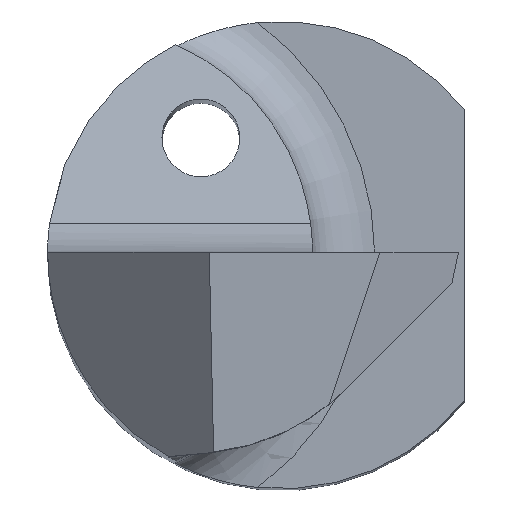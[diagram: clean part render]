
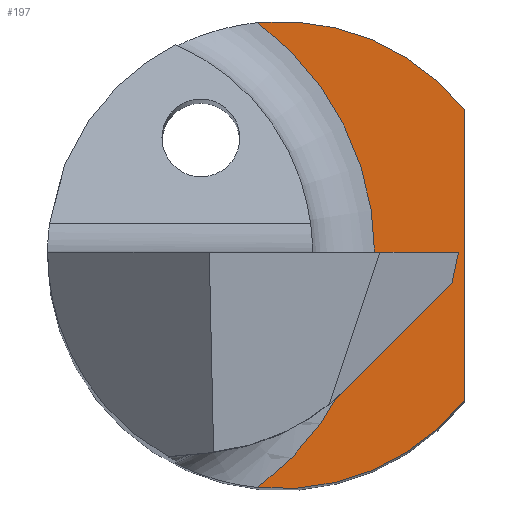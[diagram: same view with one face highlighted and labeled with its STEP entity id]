
A CAD part, top view. The second image highlights one B-rep face of the part: STEP entity #197.
In plain terms, the highlighted planar face has unit normal (0, 0, 1).
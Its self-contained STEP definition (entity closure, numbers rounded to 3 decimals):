
#6 = CARTESIAN_POINT ( 'NONE',  ( 2.35, -1.865, 14.75 ) ) ;
#19 = CARTESIAN_POINT ( 'NONE',  ( 1.2, 0., 14.75 ) ) ;
#42 = PLANE ( 'NONE',  #387 ) ;
#60 = LINE ( 'NONE', #494, #671 ) ;
#74 = ORIENTED_EDGE ( 'NONE', *, *, #518, .T. ) ;
#84 = AXIS2_PLACEMENT_3D ( 'NONE', #656, #878, #372 ) ;
#118 = VERTEX_POINT ( 'NONE', #665 ) ;
#126 = ORIENTED_EDGE ( 'NONE', *, *, #316, .T. ) ;
#197 = ADVANCED_FACE ( 'NONE', ( #674 ), #42, .T. ) ;
#212 = AXIS2_PLACEMENT_3D ( 'NONE', #265, #542, #336 ) ;
#265 = CARTESIAN_POINT ( 'NONE',  ( -2.514, 0., 14.75 ) ) ;
#268 = CARTESIAN_POINT ( 'NONE',  ( 0., 0., 14.75 ) ) ;
#279 = VERTEX_POINT ( 'NONE', #6 ) ;
#297 = CARTESIAN_POINT ( 'NONE',  ( 0., 0., 14.75 ) ) ;
#316 = EDGE_CURVE ( 'NONE', #279, #118, #60, .T. ) ;
#325 = CARTESIAN_POINT ( 'NONE',  ( 0., 0., 14.75 ) ) ;
#335 = VERTEX_POINT ( 'NONE', #19 ) ;
#336 = DIRECTION ( 'NONE',  ( 1., 0., 0. ) ) ;
#344 = DIRECTION ( 'NONE',  ( 0., 1., 0. ) ) ;
#350 = DIRECTION ( 'NONE',  ( 1., 0., 0. ) ) ;
#372 = DIRECTION ( 'NONE',  ( 1., 0., 0. ) ) ;
#387 = AXIS2_PLACEMENT_3D ( 'NONE', #325, #603, #668 ) ;
#415 = DIRECTION ( 'NONE',  ( 1., 0., 0. ) ) ;
#435 = CIRCLE ( 'NONE', #661, 3. ) ;
#494 = CARTESIAN_POINT ( 'NONE',  ( 2.35, -0.5, 14.75 ) ) ;
#504 = CARTESIAN_POINT ( 'NONE',  ( -0.304, 2.985, 14.75 ) ) ;
#518 = EDGE_CURVE ( 'NONE', #335, #563, #848, .T. ) ;
#542 = DIRECTION ( 'NONE',  ( 0., 0., -1. ) ) ;
#563 = VERTEX_POINT ( 'NONE', #582 ) ;
#573 = ORIENTED_EDGE ( 'NONE', *, *, #638, .T. ) ;
#582 = CARTESIAN_POINT ( 'NONE',  ( -0.304, -2.985, 14.75 ) ) ;
#603 = DIRECTION ( 'NONE',  ( 0., 0., 1. ) ) ;
#613 = CIRCLE ( 'NONE', #212, 3.714 ) ;
#614 = ORIENTED_EDGE ( 'NONE', *, *, #770, .T. ) ;
#632 = EDGE_CURVE ( 'NONE', #851, #335, #613, .T. ) ;
#638 = EDGE_CURVE ( 'NONE', #563, #279, #435, .T. ) ;
#656 = CARTESIAN_POINT ( 'NONE',  ( -2.514, 0., 14.75 ) ) ;
#661 = AXIS2_PLACEMENT_3D ( 'NONE', #268, #827, #415 ) ;
#665 = CARTESIAN_POINT ( 'NONE',  ( 2.35, 1.865, 14.75 ) ) ;
#668 = DIRECTION ( 'NONE',  ( 1., 0., 0. ) ) ;
#671 = VECTOR ( 'NONE', #344, 1000. ) ;
#674 = FACE_OUTER_BOUND ( 'NONE', #696, .T. ) ;
#685 = AXIS2_PLACEMENT_3D ( 'NONE', #297, #705, #350 ) ;
#696 = EDGE_LOOP ( 'NONE', ( #614, #898, #74, #573, #126 ) ) ;
#705 = DIRECTION ( 'NONE',  ( 0., 0., 1. ) ) ;
#770 = EDGE_CURVE ( 'NONE', #118, #851, #835, .T. ) ;
#827 = DIRECTION ( 'NONE',  ( 0., 0., 1. ) ) ;
#835 = CIRCLE ( 'NONE', #685, 3. ) ;
#848 = CIRCLE ( 'NONE', #84, 3.714 ) ;
#851 = VERTEX_POINT ( 'NONE', #504 ) ;
#878 = DIRECTION ( 'NONE',  ( 0., 0., -1. ) ) ;
#898 = ORIENTED_EDGE ( 'NONE', *, *, #632, .T. ) ;
